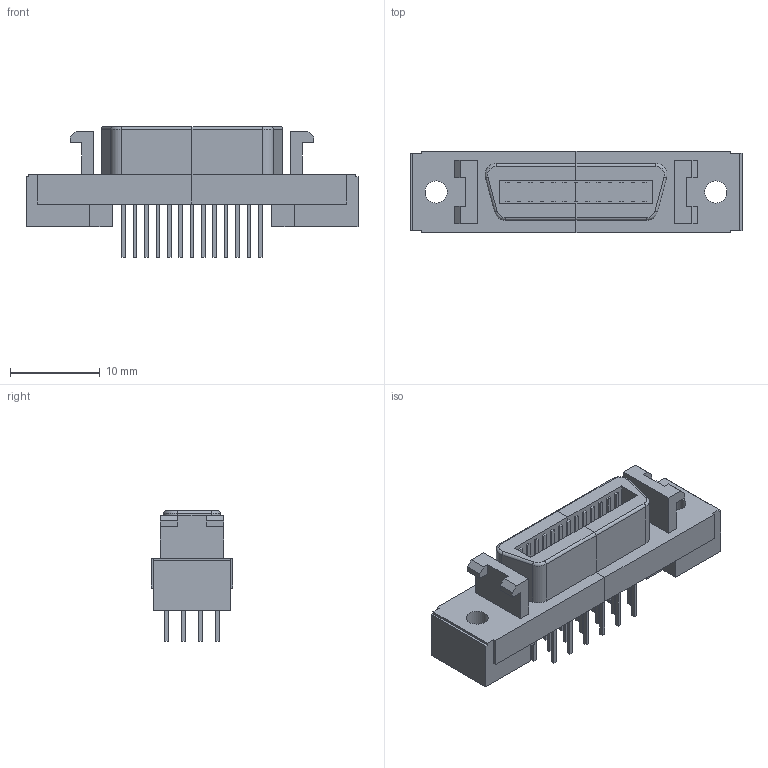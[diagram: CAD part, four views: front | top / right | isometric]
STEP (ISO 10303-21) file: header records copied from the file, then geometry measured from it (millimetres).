
FILE_DESCRIPTION(/* description */ (''),/* implementation_level */ '2;1');
FILE_NAME(/* name */ '3M_10226-6212PC.stp',/* time_stamp */ '2016-01-28T10:44:30+01:00',/* author */ ('riccim'),/* organization */ (''),/* preprocessor_version */ 'ST-DEVELOPER v15.5',/* originating_system */ 'AutoCAD Mechanical',/* authorisation */ '');
FILE_SCHEMA (('AUTOMOTIVE_DESIGN { 1 0 10303 214 3 1 1 }'));
Length unit declared in the file: millimetre
Products named in the file (1): Product
Bounding box: 37.08 x 9.14 x 14.58 mm (x, y, z)
Volume: 1978.1 mm3; surface area: 3163.7 mm2
Topology: 60 solids, 60 shells, 448 faces, 962 edges, 636 vertices
Faces by surface type: plane 424, cylinder 20, torus 4
Full cylindrical faces by diameter (mm): 2.489 x2
Entity records: 11863 total; most frequent: CARTESIAN_POINT 2045, ORIENTED_EDGE 1920, DIRECTION 1898, EDGE_CURVE 960, LINE 920, VECTOR 920, VERTEX_POINT 636, AXIS2_PLACEMENT_3D 489
